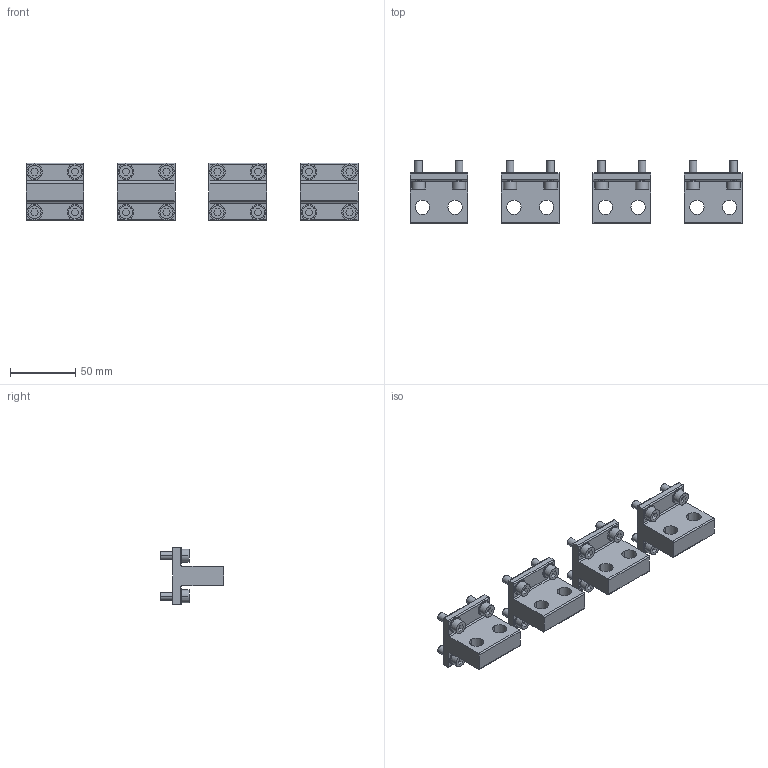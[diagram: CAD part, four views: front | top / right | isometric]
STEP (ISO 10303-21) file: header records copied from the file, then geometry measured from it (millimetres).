
FILE_DESCRIPTION(('CATIA V5 STEP'),'2;1');
FILE_NAME('1SDH001252R0077_1PA_001_00_E1.2_IV_W_TERMINALS_HR_LOWER.stp','2014-03-07T07:18:17+00:00',('none'),('none'),'CATIA Version 5 Release 20 SP 1 (IN-10)','CATIA V5 STEP AP214','none');
FILE_SCHEMA(('AUTOMOTIVE_DESIGN { 1 0 10303 214 1 1 1 1 }'));
Length unit declared in the file: millimetre
Products named in the file (1): 1SDH001252R0077_1PA_001_00_E1.2_IV_W_TERMINALS_HR_LOWER
Bounding box: 254 x 48.5 x 44 mm (x, y, z)
Volume: 133229.6 mm3; surface area: 52439.9 mm2
Topology: 36 solids, 36 shells, 440 faces, 1008 edges, 672 vertices
Faces by surface type: plane 232, cylinder 208
Entity records: 11285 total; most frequent: ORIENTED_EDGE 2016, CARTESIAN_POINT 1880, DIRECTION 1406, EDGE_CURVE 1008, VERTEX_POINT 672, AXIS2_PLACEMENT_3D 616, VECTOR 592, LINE 592
